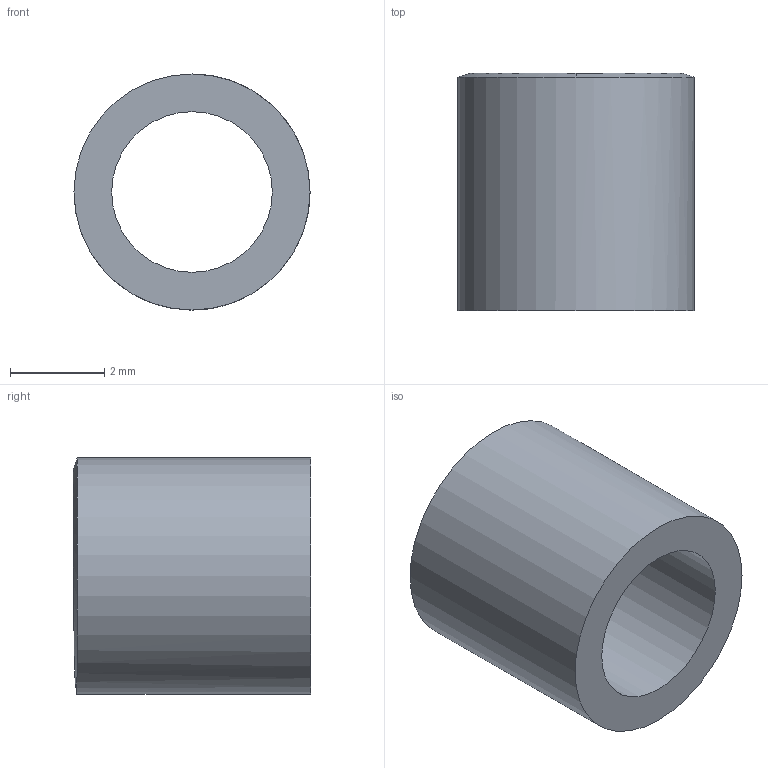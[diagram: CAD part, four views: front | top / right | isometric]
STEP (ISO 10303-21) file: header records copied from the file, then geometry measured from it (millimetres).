
FILE_DESCRIPTION(('FreeCAD Model'),'2;1');
FILE_NAME('Open CASCADE Shape Model','2022-10-20T15:48:16',(''),(''), 'Open CASCADE STEP processor 7.5','FreeCAD','Unknown');
FILE_SCHEMA(('AUTOMOTIVE_DESIGN { 1 0 10303 214 1 1 1 1 }'));
Length unit declared in the file: millimetre
Products named in the file (1): spacer_top
Bounding box: 5 x 5.02 x 5 mm (x, y, z)
Volume: 51.1 mm3; surface area: 149.6 mm2
Topology: 1 solids, 1 shells, 6 faces, 13 edges, 8 vertices
Faces by surface type: cylinder 2, bspline 2, plane 1, sphere 1
Full cylindrical faces by diameter (mm): 3.4 x1, 5 x1
Entity records: 483 total; most frequent: CARTESIAN_POINT 206, DIRECTION 42, ORIENTED_EDGE 26, PCURVE 26, DEFINITIONAL_REPRESENTATION 26, LINE 20, VECTOR 20, EDGE_CURVE 13
